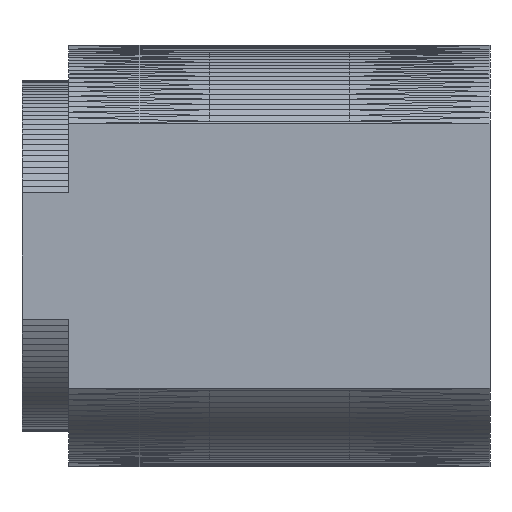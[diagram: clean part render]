
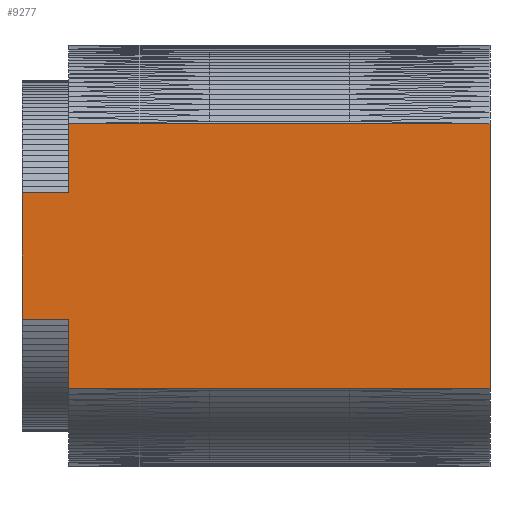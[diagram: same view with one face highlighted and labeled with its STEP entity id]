
A CAD part, left-side view. The second image highlights one B-rep face of the part: STEP entity #9277.
In plain terms, the highlighted free-form (B-spline) face has degree [3, 3] with [4, 4] control points.
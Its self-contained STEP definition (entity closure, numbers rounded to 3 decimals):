
#119=FACE_OUTER_BOUND('',#833,.T.);
#833=EDGE_LOOP('',(#6189,#6190,#6191,#6192,#6193,#6194,#6195,#6196));
#1443=B_SPLINE_CURVE_WITH_KNOTS('',1,(#9928,#9929),.UNSPECIFIED.,.F.,.F.,
(2,2),(0.,1.),.UNSPECIFIED.);
#1647=B_SPLINE_CURVE_WITH_KNOTS('',1,(#10571,#10572),.UNSPECIFIED.,.F.,
 .F.,(2,2),(0.,1.),.UNSPECIFIED.);
#1963=B_SPLINE_CURVE_WITH_KNOTS('',1,(#13003,#13004),.UNSPECIFIED.,.F.,
 .F.,(2,2),(0.,1.),.UNSPECIFIED.);
#1964=B_SPLINE_CURVE_WITH_KNOTS('',1,(#13023,#13024),.UNSPECIFIED.,.F.,
 .F.,(2,2),(0.,1.),.UNSPECIFIED.);
#1965=B_SPLINE_CURVE_WITH_KNOTS('',1,(#13025,#13026),.UNSPECIFIED.,.F.,
 .F.,(2,2),(0.,1.),.UNSPECIFIED.);
#1966=B_SPLINE_CURVE_WITH_KNOTS('',1,(#13028,#13029),.UNSPECIFIED.,.F.,
 .F.,(2,2),(0.,1.),.UNSPECIFIED.);
#1967=B_SPLINE_CURVE_WITH_KNOTS('',1,(#13030,#13031),.UNSPECIFIED.,.F.,
 .F.,(2,2),(0.,1.),.UNSPECIFIED.);
#1968=B_SPLINE_CURVE_WITH_KNOTS('',1,(#13032,#13033),.UNSPECIFIED.,.F.,
 .F.,(2,2),(0.,1.),.UNSPECIFIED.);
#2989=VERTEX_POINT('',#9926);
#2990=VERTEX_POINT('',#9927);
#3192=VERTEX_POINT('',#10567);
#3193=VERTEX_POINT('',#10570);
#3409=VERTEX_POINT('',#13000);
#3410=VERTEX_POINT('',#13021);
#3411=VERTEX_POINT('',#13022);
#3412=VERTEX_POINT('',#13027);
#3825=EDGE_CURVE('',#2989,#2990,#1443,.T.);
#4029=EDGE_CURVE('',#3192,#3193,#1647,.T.);
#4345=EDGE_CURVE('',#3409,#3192,#1963,.T.);
#4346=EDGE_CURVE('',#3410,#3411,#1964,.T.);
#4347=EDGE_CURVE('',#3193,#3410,#1965,.T.);
#4348=EDGE_CURVE('',#3412,#3409,#1966,.T.);
#4349=EDGE_CURVE('',#2990,#3412,#1967,.T.);
#4350=EDGE_CURVE('',#3411,#2989,#1968,.T.);
#6189=ORIENTED_EDGE('',*,*,#4346,.F.);
#6190=ORIENTED_EDGE('',*,*,#4347,.F.);
#6191=ORIENTED_EDGE('',*,*,#4029,.F.);
#6192=ORIENTED_EDGE('',*,*,#4345,.F.);
#6193=ORIENTED_EDGE('',*,*,#4348,.F.);
#6194=ORIENTED_EDGE('',*,*,#4349,.F.);
#6195=ORIENTED_EDGE('',*,*,#3825,.F.);
#6196=ORIENTED_EDGE('',*,*,#4350,.F.);
#8565=B_SPLINE_SURFACE_WITH_KNOTS('',3,3,((#13005,#13006,#13007,#13008),
(#13009,#13010,#13011,#13012),(#13013,#13014,#13015,#13016),(#13017,#13018,
#13019,#13020)),.UNSPECIFIED.,.F.,.F.,.F.,(4,4),(4,4),(0.,1.),(0.,1.),
 .UNSPECIFIED.);
#9277=ADVANCED_FACE('',(#119),#8565,.T.);
#9926=CARTESIAN_POINT('',(-88.9,0.,71.842));
#9927=CARTESIAN_POINT('',(-88.9,0.,-71.842));
#9928=CARTESIAN_POINT('Ctrl Pts',(-88.9,0.,71.842));
#9929=CARTESIAN_POINT('Ctrl Pts',(-88.9,0.,-71.842));
#10567=CARTESIAN_POINT('',(-88.9,254.,-34.196));
#10570=CARTESIAN_POINT('',(-88.9,254.,34.196));
#10571=CARTESIAN_POINT('Ctrl Pts',(-88.9,254.,-34.196));
#10572=CARTESIAN_POINT('Ctrl Pts',(-88.9,254.,34.196));
#13000=CARTESIAN_POINT('',(-88.9,228.6,-34.196));
#13003=CARTESIAN_POINT('Ctrl Pts',(-88.9,228.6,-34.196));
#13004=CARTESIAN_POINT('Ctrl Pts',(-88.9,254.,-34.196));
#13005=CARTESIAN_POINT('Ctrl Pts',(-88.9,484.215,306.415));
#13006=CARTESIAN_POINT('Ctrl Pts',(-88.9,279.938,306.415));
#13007=CARTESIAN_POINT('Ctrl Pts',(-88.9,75.662,306.415));
#13008=CARTESIAN_POINT('Ctrl Pts',(-88.9,-128.615,306.415));
#13009=CARTESIAN_POINT('Ctrl Pts',(-88.9,484.215,102.138));
#13010=CARTESIAN_POINT('Ctrl Pts',(-88.9,279.938,102.138));
#13011=CARTESIAN_POINT('Ctrl Pts',(-88.9,75.662,102.138));
#13012=CARTESIAN_POINT('Ctrl Pts',(-88.9,-128.615,102.138));
#13013=CARTESIAN_POINT('Ctrl Pts',(-88.9,484.215,-102.138));
#13014=CARTESIAN_POINT('Ctrl Pts',(-88.9,279.938,-102.138));
#13015=CARTESIAN_POINT('Ctrl Pts',(-88.9,75.662,-102.138));
#13016=CARTESIAN_POINT('Ctrl Pts',(-88.9,-128.615,-102.138));
#13017=CARTESIAN_POINT('Ctrl Pts',(-88.9,484.215,-306.415));
#13018=CARTESIAN_POINT('Ctrl Pts',(-88.9,279.938,-306.415));
#13019=CARTESIAN_POINT('Ctrl Pts',(-88.9,75.662,-306.415));
#13020=CARTESIAN_POINT('Ctrl Pts',(-88.9,-128.615,-306.415));
#13021=CARTESIAN_POINT('',(-88.9,228.6,34.196));
#13022=CARTESIAN_POINT('',(-88.9,228.6,71.842));
#13023=CARTESIAN_POINT('Ctrl Pts',(-88.9,228.6,34.196));
#13024=CARTESIAN_POINT('Ctrl Pts',(-88.9,228.6,71.842));
#13025=CARTESIAN_POINT('Ctrl Pts',(-88.9,254.,34.196));
#13026=CARTESIAN_POINT('Ctrl Pts',(-88.9,228.6,34.196));
#13027=CARTESIAN_POINT('',(-88.9,228.6,-71.842));
#13028=CARTESIAN_POINT('Ctrl Pts',(-88.9,228.6,-71.842));
#13029=CARTESIAN_POINT('Ctrl Pts',(-88.9,228.6,-34.196));
#13030=CARTESIAN_POINT('Ctrl Pts',(-88.9,0.,-71.842));
#13031=CARTESIAN_POINT('Ctrl Pts',(-88.9,228.6,-71.842));
#13032=CARTESIAN_POINT('Ctrl Pts',(-88.9,228.6,71.842));
#13033=CARTESIAN_POINT('Ctrl Pts',(-88.9,0.,71.842));
